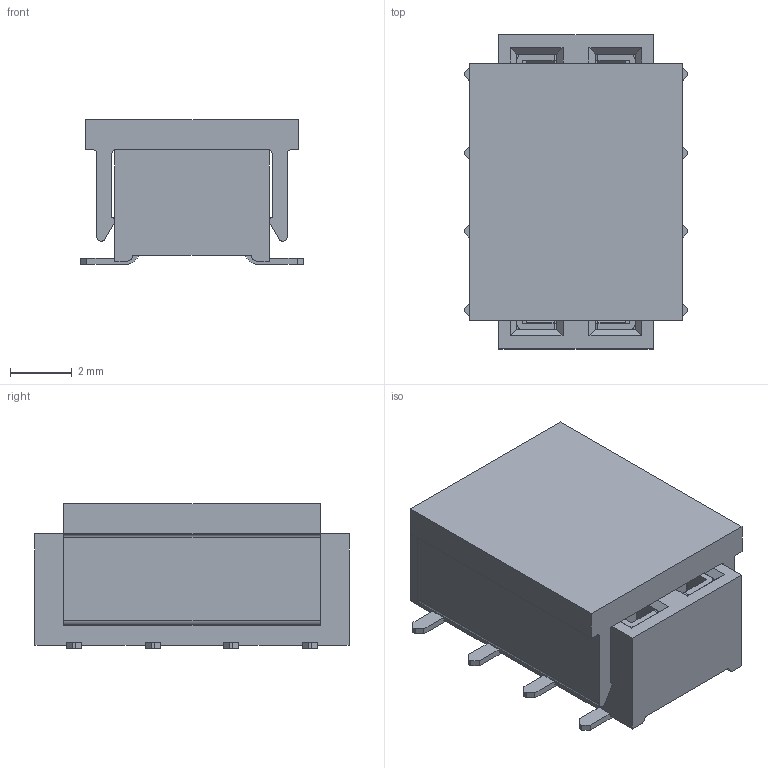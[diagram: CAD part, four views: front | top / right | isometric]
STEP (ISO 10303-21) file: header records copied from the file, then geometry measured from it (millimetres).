
FILE_DESCRIPTION(/* description */ ('Unknown'),/* implementation_level */ '2;1');
FILE_NAME(/* name */ 'J_Wurth_WR-PHD_610308243021',/* time_stamp */ '2025-04-21T11:36:33+08:00',/* author */ ('Unknown'),/* organization */ ('Unknown'),/* preprocessor_version */ 'ST-DEVELOPER v19.4',/* originating_system */ 'Solid Edge',/* authorisation */ 'Unknown');
FILE_SCHEMA (('AUTOMOTIVE_DESIGN {1 0 10303 214 3 1 1}'));
Length unit declared in the file: millimetre
Products named in the file (2): J_Wurth_WR-PHD_610308243021
Assembly tree (1 placements, depth 2):
  J_Wurth_WR-PHD_610308243021
    J_Wurth_WR-PHD_610308243021
Bounding box: 7.2 x 10.16 x 4.68 mm (x, y, z)
Volume: 226.7 mm3; surface area: 773.5 mm2
Topology: 10 solids, 10 shells, 736 faces, 1996 edges, 1272 vertices
Faces by surface type: plane 534, cylinder 202
Entity records: 22982 total; most frequent: CARTESIAN_POINT 4006, ORIENTED_EDGE 3992, DIRECTION 3892, EDGE_CURVE 1996, LINE 1576, VECTOR 1576, VERTEX_POINT 1272, AXIS2_PLACEMENT_3D 1158
